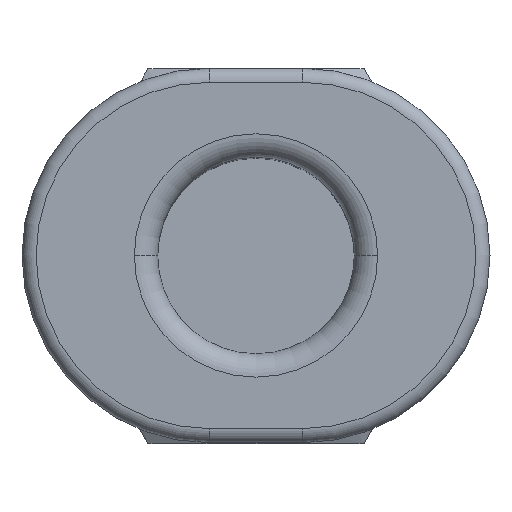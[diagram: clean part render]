
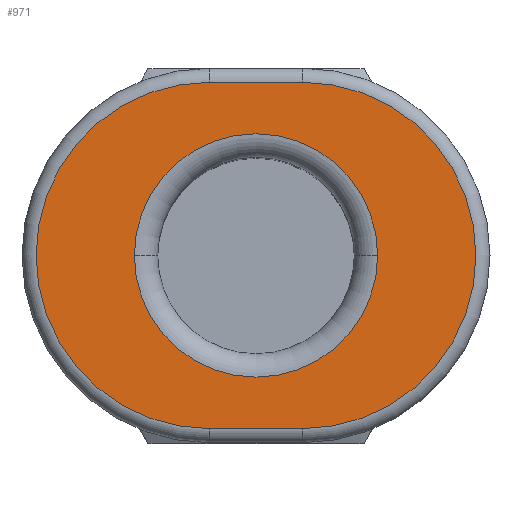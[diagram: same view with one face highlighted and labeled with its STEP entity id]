
A CAD part, top view. The second image highlights one B-rep face of the part: STEP entity #971.
In plain terms, the highlighted face is planar.
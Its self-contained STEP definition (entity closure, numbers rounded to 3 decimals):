
#863=CARTESIAN_POINT('',(2.6,-8.7,0.));
#864=VERTEX_POINT('',#863);
#872=CARTESIAN_POINT('',(-2.6,-8.7,0.));
#873=VERTEX_POINT('',#872);
#874=CARTESIAN_POINT('',(0.0,-8.7,0.));
#875=DIRECTION('',(0.0,-1.0,0.0));
#876=DIRECTION('',(1.0,0.0,0.0));
#877=AXIS2_PLACEMENT_3D('',#874,#875,#876);
#878=CIRCLE('',#877,2.6);
#879=EDGE_CURVE('',#864,#873,#878,.T.);
#916=CARTESIAN_POINT('',(0.0,-8.7,0.));
#917=DIRECTION('',(0.0,-1.0,0.0));
#918=DIRECTION('',(1.0,0.0,0.0));
#919=AXIS2_PLACEMENT_3D('',#916,#917,#918);
#920=CIRCLE('',#919,2.6);
#921=EDGE_CURVE('',#873,#864,#920,.T.);
#926=CARTESIAN_POINT('',(0.,-8.7,0.));
#927=DIRECTION('',(0.0,1.0,0.0));
#928=DIRECTION('',(1.0,0.0,0.0));
#929=AXIS2_PLACEMENT_3D('',#926,#927,#928);
#930=PLANE('',#929);
#931=CARTESIAN_POINT('',(-1.0,-8.7,-3.7));
#932=VERTEX_POINT('',#931);
#933=CARTESIAN_POINT('',(-1.,-8.7,3.7));
#934=VERTEX_POINT('',#933);
#935=CARTESIAN_POINT('',(-1.0,-8.7,0.));
#936=DIRECTION('',(0.0,1.0,0.0));
#937=DIRECTION('',(-1.0,0.0,0.0));
#938=AXIS2_PLACEMENT_3D('',#935,#936,#937);
#939=CIRCLE('',#938,3.7);
#940=EDGE_CURVE('',#932,#934,#939,.T.);
#941=ORIENTED_EDGE('',*,*,#940,.F.);
#942=CARTESIAN_POINT('',(1.0,-8.7,-3.7));
#943=VERTEX_POINT('',#942);
#944=CARTESIAN_POINT('',(1.0,-8.7,-3.7));
#945=DIRECTION('',(-1.0,0.0,0.0));
#946=VECTOR('',#945,2.0);
#947=LINE('',#944,#946);
#948=EDGE_CURVE('',#943,#932,#947,.T.);
#949=ORIENTED_EDGE('',*,*,#948,.F.);
#950=CARTESIAN_POINT('',(1.,-8.7,3.7));
#951=VERTEX_POINT('',#950);
#952=CARTESIAN_POINT('',(1.0,-8.7,0.));
#953=DIRECTION('',(0.,1.0,0.));
#954=DIRECTION('',(1.0,0.,0.));
#955=AXIS2_PLACEMENT_3D('',#952,#953,#954);
#956=CIRCLE('',#955,3.7);
#957=EDGE_CURVE('',#951,#943,#956,.T.);
#958=ORIENTED_EDGE('',*,*,#957,.F.);
#959=CARTESIAN_POINT('',(-1.,-8.7,3.7));
#960=DIRECTION('',(1.0,0.0,0.0));
#961=VECTOR('',#960,2.);
#962=LINE('',#959,#961);
#963=EDGE_CURVE('',#934,#951,#962,.T.);
#964=ORIENTED_EDGE('',*,*,#963,.F.);
#965=EDGE_LOOP('',(#941,#949,#958,#964));
#966=FACE_OUTER_BOUND('',#965,.T.);
#967=ORIENTED_EDGE('',*,*,#921,.F.);
#968=ORIENTED_EDGE('',*,*,#879,.F.);
#969=EDGE_LOOP('',(#967,#968));
#970=FACE_BOUND('',#969,.T.);
#971=ADVANCED_FACE('',(#966,#970),#930,.F.);
